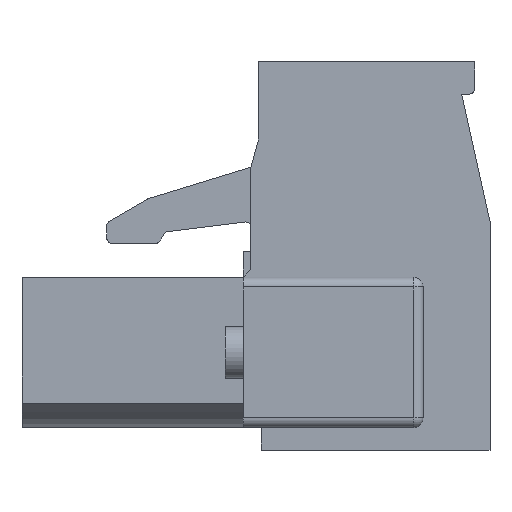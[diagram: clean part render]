
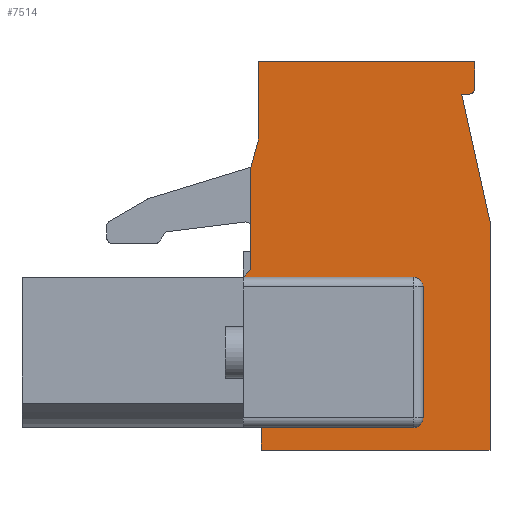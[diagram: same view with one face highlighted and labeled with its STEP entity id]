
A CAD part, left-side view. The second image highlights one B-rep face of the part: STEP entity #7514.
In plain terms, the highlighted planar face has unit normal (-1, 0, 0).
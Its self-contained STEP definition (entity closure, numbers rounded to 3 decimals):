
#224=CIRCLE('',#8462,0.18);
#225=CIRCLE('',#8463,0.38);
#226=CIRCLE('',#8464,0.38);
#596=ORIENTED_EDGE('',*,*,#2701,.T.);
#597=ORIENTED_EDGE('',*,*,#2768,.T.);
#598=ORIENTED_EDGE('',*,*,#2769,.T.);
#599=ORIENTED_EDGE('',*,*,#2678,.T.);
#600=ORIENTED_EDGE('',*,*,#2770,.T.);
#601=ORIENTED_EDGE('',*,*,#2771,.T.);
#602=ORIENTED_EDGE('',*,*,#2631,.T.);
#603=ORIENTED_EDGE('',*,*,#2772,.T.);
#604=ORIENTED_EDGE('',*,*,#2773,.F.);
#605=ORIENTED_EDGE('',*,*,#2774,.T.);
#606=ORIENTED_EDGE('',*,*,#2582,.F.);
#607=ORIENTED_EDGE('',*,*,#2775,.T.);
#608=ORIENTED_EDGE('',*,*,#2761,.F.);
#609=ORIENTED_EDGE('',*,*,#2776,.T.);
#610=ORIENTED_EDGE('',*,*,#2689,.T.);
#611=ORIENTED_EDGE('',*,*,#2777,.T.);
#612=ORIENTED_EDGE('',*,*,#2778,.T.);
#2582=EDGE_CURVE('',#3680,#3681,#4400,.T.);
#2631=EDGE_CURVE('',#3725,#3724,#4438,.T.);
#2678=EDGE_CURVE('',#3766,#3767,#4483,.T.);
#2689=EDGE_CURVE('',#3776,#3777,#4494,.T.);
#2701=EDGE_CURVE('',#3787,#3786,#4506,.T.);
#2761=EDGE_CURVE('',#3842,#3843,#4554,.T.);
#2768=EDGE_CURVE('',#3786,#3846,#224,.T.);
#2769=EDGE_CURVE('',#3846,#3766,#4561,.T.);
#2770=EDGE_CURVE('',#3767,#3847,#4562,.T.);
#2771=EDGE_CURVE('',#3847,#3725,#4563,.T.);
#2772=EDGE_CURVE('',#3724,#3672,#4564,.F.);
#2773=EDGE_CURVE('',#3848,#3672,#4565,.T.);
#2774=EDGE_CURVE('',#3848,#3681,#225,.F.);
#2775=EDGE_CURVE('',#3680,#3843,#226,.F.);
#2776=EDGE_CURVE('',#3842,#3776,#4566,.T.);
#2777=EDGE_CURVE('',#3777,#3849,#4567,.T.);
#2778=EDGE_CURVE('',#3849,#3787,#4568,.T.);
#3672=VERTEX_POINT('',#11180);
#3680=VERTEX_POINT('',#11198);
#3681=VERTEX_POINT('',#11200);
#3724=VERTEX_POINT('',#11298);
#3725=VERTEX_POINT('',#11300);
#3766=VERTEX_POINT('',#11395);
#3767=VERTEX_POINT('',#11396);
#3776=VERTEX_POINT('',#11417);
#3777=VERTEX_POINT('',#11418);
#3786=VERTEX_POINT('',#11439);
#3787=VERTEX_POINT('',#11441);
#3842=VERTEX_POINT('',#11561);
#3843=VERTEX_POINT('',#11562);
#3846=VERTEX_POINT('',#11573);
#3847=VERTEX_POINT('',#11576);
#3848=VERTEX_POINT('',#11580);
#3849=VERTEX_POINT('',#11585);
#4400=LINE('',#11199,#5294);
#4438=LINE('',#11299,#5332);
#4483=LINE('',#11394,#5377);
#4494=LINE('',#11416,#5388);
#4506=LINE('',#11440,#5400);
#4554=LINE('',#11560,#5448);
#4561=LINE('',#11574,#5455);
#4562=LINE('',#11575,#5456);
#4563=LINE('',#11577,#5457);
#4564=LINE('',#11578,#5458);
#4565=LINE('',#11579,#5459);
#4566=LINE('',#11583,#5460);
#4567=LINE('',#11584,#5461);
#4568=LINE('',#11586,#5462);
#5294=VECTOR('',#9055,1000.);
#5332=VECTOR('',#9129,1000.);
#5377=VECTOR('',#9192,1000.);
#5388=VECTOR('',#9205,1000.);
#5400=VECTOR('',#9219,1000.);
#5448=VECTOR('',#9301,1000.);
#5455=VECTOR('',#9312,1000.);
#5456=VECTOR('',#9313,1000.);
#5457=VECTOR('',#9314,1000.);
#5458=VECTOR('',#9315,1000.);
#5459=VECTOR('',#9316,1000.);
#5460=VECTOR('',#9321,1000.);
#5461=VECTOR('',#9322,1000.);
#5462=VECTOR('',#9323,1000.);
#6226=EDGE_LOOP('',(#596,#597,#598,#599,#600,#601,#602,#603,#604,#605,#606,
#607,#608,#609,#610,#611,#612));
#6718=FACE_BOUND('',#6226,.T.);
#7189=PLANE('',#8461);
#7514=ADVANCED_FACE('',(#6718),#7189,.T.);
#8461=AXIS2_PLACEMENT_3D('',#11571,#9308,#9309);
#8462=AXIS2_PLACEMENT_3D('',#11572,#9310,#9311);
#8463=AXIS2_PLACEMENT_3D('',#11581,#9317,#9318);
#8464=AXIS2_PLACEMENT_3D('',#11582,#9319,#9320);
#9055=DIRECTION('',(0.,0.,1.));
#9129=DIRECTION('',(0.,0.,-1.));
#9192=DIRECTION('',(0.,1.,0.));
#9205=DIRECTION('',(0.,-1.,0.));
#9219=DIRECTION('',(0.,-1.,0.));
#9301=DIRECTION('',(0.,-1.,0.));
#9308=DIRECTION('',(-1.,0.,0.));
#9309=DIRECTION('',(0.,0.,1.));
#9310=DIRECTION('',(-1.,0.,0.));
#9311=DIRECTION('',(0.,0.,1.));
#9312=DIRECTION('',(0.,0.,1.));
#9313=DIRECTION('',(0.,0.,-1.));
#9314=DIRECTION('',(0.,0.263,-0.965));
#9315=DIRECTION('',(0.,-0.707,0.707));
#9316=DIRECTION('',(0.,1.,0.));
#9317=DIRECTION('',(-1.,0.,0.));
#9318=DIRECTION('',(0.,0.,1.));
#9319=DIRECTION('',(-1.,0.,0.));
#9320=DIRECTION('',(0.,0.,1.));
#9321=DIRECTION('',(0.,0.,-1.));
#9322=DIRECTION('',(0.,0.,1.));
#9323=DIRECTION('',(0.,0.217,0.976));
#11180=CARTESIAN_POINT('',(-5.08,5.15,2.275));
#11198=CARTESIAN_POINT('',(-5.08,-1.85,-3.195));
#11199=CARTESIAN_POINT('',(-5.08,-1.85,-3.575));
#11200=CARTESIAN_POINT('',(-5.08,-1.85,1.895));
#11298=CARTESIAN_POINT('',(-5.08,4.85,2.575));
#11299=CARTESIAN_POINT('',(-5.08,4.85,6.55));
#11300=CARTESIAN_POINT('',(-5.08,4.85,6.55));
#11394=CARTESIAN_POINT('',(-5.08,-3.85,10.65));
#11395=CARTESIAN_POINT('',(-5.08,-3.85,10.65));
#11396=CARTESIAN_POINT('',(-5.08,4.55,10.65));
#11416=CARTESIAN_POINT('',(-5.08,4.45,-4.45));
#11417=CARTESIAN_POINT('',(-5.08,4.45,-4.45));
#11418=CARTESIAN_POINT('',(-5.08,-4.45,-4.45));
#11439=CARTESIAN_POINT('',(-5.08,-3.67,9.4));
#11440=CARTESIAN_POINT('',(-5.08,-3.35,9.4));
#11441=CARTESIAN_POINT('',(-5.08,-3.35,9.4));
#11560=CARTESIAN_POINT('',(-5.08,5.15,-3.575));
#11561=CARTESIAN_POINT('',(-5.08,4.45,-3.575));
#11562=CARTESIAN_POINT('',(-5.08,-1.47,-3.575));
#11571=CARTESIAN_POINT('',(-5.08,0.,0.));
#11572=CARTESIAN_POINT('',(-5.08,-3.67,9.58));
#11573=CARTESIAN_POINT('',(-5.08,-3.85,9.58));
#11574=CARTESIAN_POINT('',(-5.08,-3.85,9.4));
#11575=CARTESIAN_POINT('',(-5.08,4.55,10.65));
#11576=CARTESIAN_POINT('',(-5.08,4.55,7.65));
#11577=CARTESIAN_POINT('',(-5.08,4.55,7.65));
#11578=CARTESIAN_POINT('',(-5.08,4.85,2.575));
#11579=CARTESIAN_POINT('',(-5.08,-1.85,2.275));
#11580=CARTESIAN_POINT('',(-5.08,-1.47,2.275));
#11581=CARTESIAN_POINT('',(-5.08,-1.47,1.895));
#11582=CARTESIAN_POINT('',(-5.08,-1.47,-3.195));
#11583=CARTESIAN_POINT('',(-5.08,4.45,-3.575));
#11584=CARTESIAN_POINT('',(-5.08,-4.45,-4.45));
#11585=CARTESIAN_POINT('',(-5.08,-4.45,4.45));
#11586=CARTESIAN_POINT('',(-5.08,-4.45,4.45));
